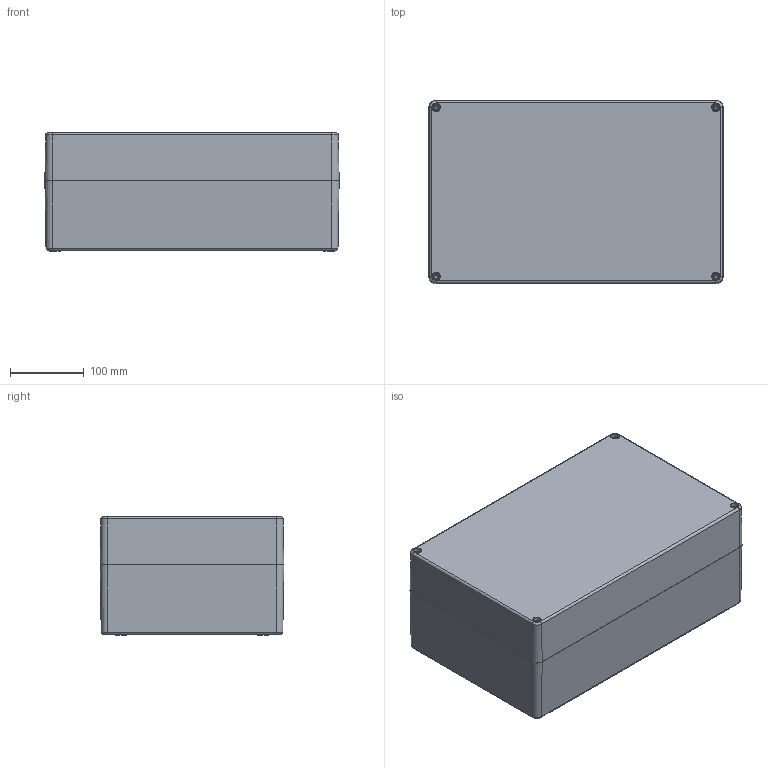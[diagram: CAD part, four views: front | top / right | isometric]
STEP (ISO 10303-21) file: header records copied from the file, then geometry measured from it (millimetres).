
FILE_DESCRIPTION((''),'2;1');
FILE_NAME('3211101770-MBP-Ex-leer_402516_VE.stp','2014-05-16T13:26:01',('robin.rentz'),(''),'Autodesk Inventor 2012','Autodesk Inventor 2012','');
FILE_SCHEMA(('AUTOMOTIVE_DESIGN { 1 0 10303 214 1 1 1 1 }'));
Length unit declared in the file: millimetre
Products named in the file (4): 3211101770-MBP-Ex-leer_402516_VE; 3211101770-UT_402516_VE; 3211101770-OT_402516_VE; xxx-O-Ring-MBP_402516
Assembly tree (3 placements, depth 2):
  3211101770-MBP-Ex-leer_402516_VE
    3211101770-UT_402516_VE
    3211101770-OT_402516_VE
    xxx-O-Ring-MBP_402516
Bounding box: 399.99 x 249.99 x 161 mm (x, y, z)
Volume: 2660290.4 mm3; surface area: 828000.1 mm2
Topology: 3 solids, 3 shells, 1137 faces, 2803 edges, 1726 vertices
Faces by surface type: plane 349, bspline 266, cylinder 254, torus 200, cone 68
Full cylindrical faces by diameter (mm): 4.917 x10, 6.5 x4, 7 x4, 7.5 x4, 11 x4, 12 x4
Entity records: 34822 total; most frequent: CARTESIAN_POINT 9613, ORIENTED_EDGE 5398, DIRECTION 4697, EDGE_CURVE 2699, VERTEX_POINT 1712, AXIS2_PLACEMENT_3D 1672, VECTOR 1353, LINE 1353
